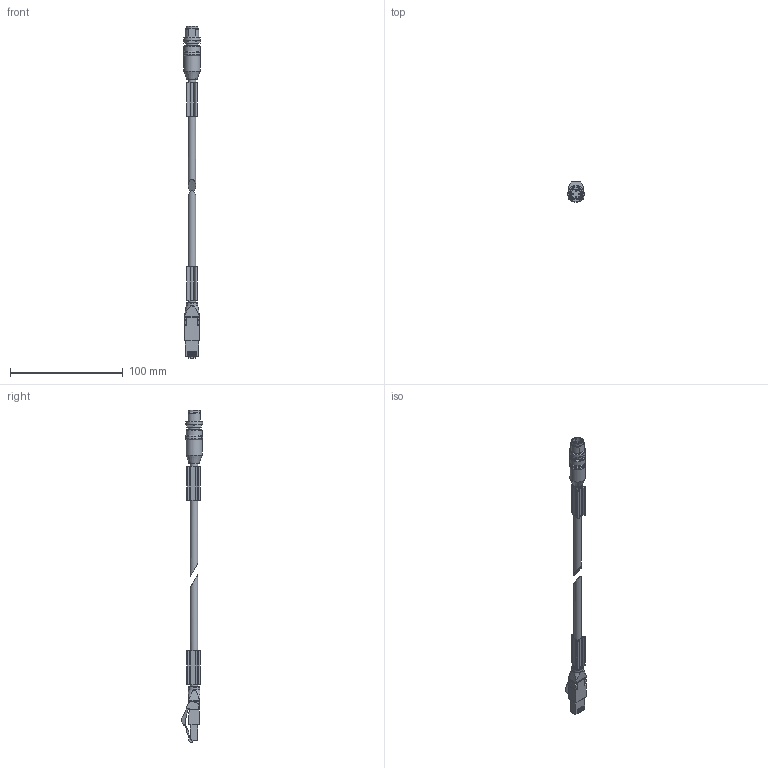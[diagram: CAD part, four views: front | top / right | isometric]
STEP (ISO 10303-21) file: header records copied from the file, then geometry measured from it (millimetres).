
FILE_DESCRIPTION(/* description */ ('STEP AP214'),/* implementation_level */ '2;1');
FILE_NAME(/* name */ '8040451_NEBC-D12G4-ES-1-S-R3G4-ET',/* time_stamp */ '2024-09-11T22:33:29+02:00',/* author */ ('License CC BY-ND 4.0'),/* organization */ ('CADENAS'),/* preprocessor_version */ 'ST-DEVELOPER v19.3',/* originating_system */ 'PARTsolutions',/* authorisation */ ' ');
FILE_SCHEMA (('AUTOMOTIVE_DESIGN {1 0 10303 214 3 1 1}'));
Length unit declared in the file: millimetre
Products named in the file (4): 8040451 NEBC-D12G4-ES-1-S-R3G4-ET; 8040451 NEBC-D12G4-ES-1-S-R3G4-ET---(P1); 3741615 NETC-M12...; 8040451 NEBC-D12G4-ES-1-S-R3G4-ET---(P2)
Assembly tree (4 placements, depth 2):
  8040451 NEBC-D12G4-ES-1-S-R3G4-ET
    8040451 NEBC-D12G4-ES-1-S-R3G4-ET---(P1)
    3741615 NETC-M12...  x2
    8040451 NEBC-D12G4-ES-1-S-R3G4-ET---(P2)
Bounding box: 15 x 18.68 x 293.9 mm (x, y, z)
Volume: 18777.6 mm3; surface area: 14839.3 mm2
Topology: 4 solids, 4 shells, 346 faces, 967 edges, 635 vertices
Faces by surface type: plane 211, cylinder 118, cone 8, torus 5, sphere 4
Full cylindrical faces by diameter (mm): 1 x4, 6.7 x2, 8.3 x1, 9 x1, 10 x1, 10.2 x1, 10.5 x1, 14.2 x4, 15 x1
Entity records: 11094 total; most frequent: CARTESIAN_POINT 1708, ORIENTED_EDGE 1570, DIRECTION 1569, EDGE_CURVE 785, LINE 571, VECTOR 571, VERTEX_POINT 528, AXIS2_PLACEMENT_3D 499
